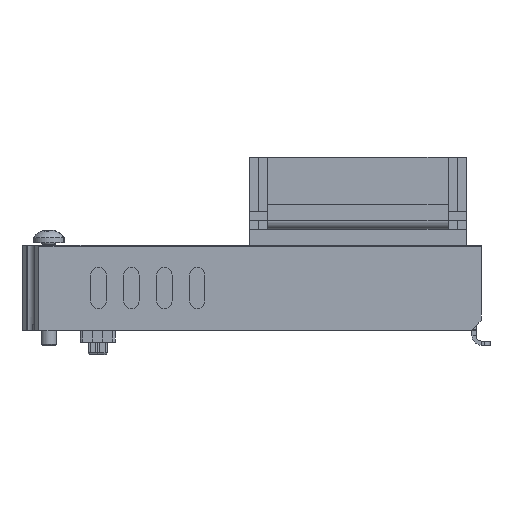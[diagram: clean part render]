
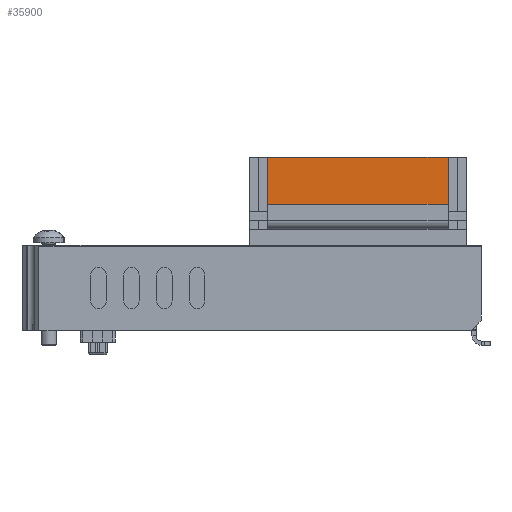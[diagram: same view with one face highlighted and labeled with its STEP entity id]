
A CAD part, left-side view. The second image highlights one B-rep face of the part: STEP entity #35900.
In plain terms, the highlighted planar face has unit normal (-1, 0, 0).
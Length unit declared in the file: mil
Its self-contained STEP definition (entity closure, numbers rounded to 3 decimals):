
#693 = LINE ( 'NONE', #56884, #45967 ) ;
#1145 = CARTESIAN_POINT ( 'NONE',  ( -2259.85, -612.165, 620.079 ) ) ;
#2694 = LINE ( 'NONE', #7941, #24710 ) ;
#4389 = VERTEX_POINT ( 'NONE', #51130 ) ;
#7052 = CARTESIAN_POINT ( 'NONE',  ( -2259.85, -1990.118, 1051.181 ) ) ;
#7817 = EDGE_CURVE ( 'NONE', #4389, #9327, #2694, .T. ) ;
#7882 = CARTESIAN_POINT ( 'NONE',  ( -2259.85, -612.165, 692.913 ) ) ;
#7941 = CARTESIAN_POINT ( 'NONE',  ( -2259.85, -474.37, 1051.181 ) ) ;
#9327 = VERTEX_POINT ( 'NONE', #7052 ) ;
#11458 = EDGE_CURVE ( 'NONE', #37910, #9327, #44997, .T. ) ;
#13247 = LINE ( 'NONE', #1145, #51436 ) ;
#13459 = DIRECTION ( 'NONE',  ( 0., 0., 1. ) ) ;
#14879 = ORIENTED_EDGE ( 'NONE', *, *, #11458, .T. ) ;
#22373 = DIRECTION ( 'NONE',  ( 0., 0., 1. ) ) ;
#24710 = VECTOR ( 'NONE', #38244, 39370.079 ) ;
#26544 = ORIENTED_EDGE ( 'NONE', *, *, #45969, .T. ) ;
#28447 = CARTESIAN_POINT ( 'NONE',  ( -2259.85, -612.165, 1051.181 ) ) ;
#35900 = ADVANCED_FACE ( 'NONE', ( #76624 ), #77015, .T. ) ;
#37910 = VERTEX_POINT ( 'NONE', #72516 ) ;
#38106 = CARTESIAN_POINT ( 'NONE',  ( -2259.85, -1990.118, 872.047 ) ) ;
#38244 = DIRECTION ( 'NONE',  ( 0., -1., 0. ) ) ;
#44997 = LINE ( 'NONE', #38106, #54282 ) ;
#45967 = VECTOR ( 'NONE', #74708, 39370.079 ) ;
#45969 = EDGE_CURVE ( 'NONE', #68182, #37910, #693, .T. ) ;
#48012 = EDGE_LOOP ( 'NONE', ( #69332, #26544, #14879, #48368 ) ) ;
#48368 = ORIENTED_EDGE ( 'NONE', *, *, #7817, .F. ) ;
#51130 = CARTESIAN_POINT ( 'NONE',  ( -2259.85, -612.165, 1051.181 ) ) ;
#51436 = VECTOR ( 'NONE', #61374, 39370.079 ) ;
#51930 = DIRECTION ( 'NONE',  ( -1., 0., 0. ) ) ;
#54282 = VECTOR ( 'NONE', #13459, 39370.079 ) ;
#56884 = CARTESIAN_POINT ( 'NONE',  ( -2259.85, -612.165, 692.913 ) ) ;
#61374 = DIRECTION ( 'NONE',  ( 0., 0., 1. ) ) ;
#68182 = VERTEX_POINT ( 'NONE', #7882 ) ;
#69332 = ORIENTED_EDGE ( 'NONE', *, *, #78395, .F. ) ;
#72516 = CARTESIAN_POINT ( 'NONE',  ( -2259.85, -1990.118, 692.913 ) ) ;
#74708 = DIRECTION ( 'NONE',  ( 0., -1., 0. ) ) ;
#76624 = FACE_OUTER_BOUND ( 'NONE', #48012, .T. ) ;
#77015 = PLANE ( 'NONE',  #78526 ) ;
#78395 = EDGE_CURVE ( 'NONE', #68182, #4389, #13247, .T. ) ;
#78526 = AXIS2_PLACEMENT_3D ( 'NONE', #28447, #51930, #22373 ) ;
